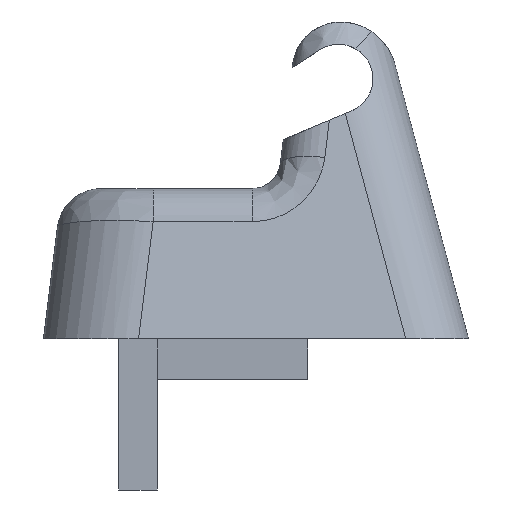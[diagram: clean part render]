
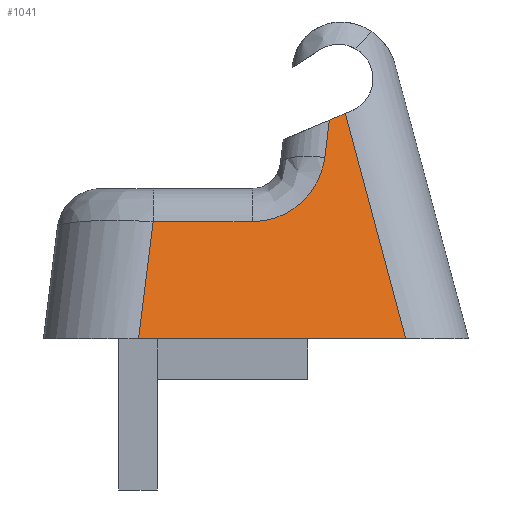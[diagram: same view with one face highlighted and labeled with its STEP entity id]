
A CAD part, left-side view. The second image highlights one B-rep face of the part: STEP entity #1041.
In plain terms, the highlighted planar face has unit normal (-0.966, 0, 0.259).
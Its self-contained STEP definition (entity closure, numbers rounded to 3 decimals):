
#56=ELLIPSE('',#1129,9.317,9.);
#150=FACE_OUTER_BOUND('',#209,.T.);
#209=EDGE_LOOP('',(#920,#921,#922,#923,#924,#925,#926));
#251=LINE('',#1519,#348);
#285=LINE('',#1742,#382);
#297=LINE('',#1968,#394);
#299=LINE('',#2015,#396);
#305=LINE('',#2059,#402);
#307=LINE('',#2064,#404);
#348=VECTOR('',#1235,10.);
#382=VECTOR('',#1303,10.);
#394=VECTOR('',#1363,10.);
#396=VECTOR('',#1375,10.);
#402=VECTOR('',#1399,10.);
#404=VECTOR('',#1405,10.);
#442=VERTEX_POINT('',#1516);
#443=VERTEX_POINT('',#1518);
#476=VERTEX_POINT('',#1740);
#494=VERTEX_POINT('',#1958);
#496=VERTEX_POINT('',#1964);
#498=VERTEX_POINT('',#2005);
#500=VERTEX_POINT('',#2011);
#552=EDGE_CURVE('',#442,#443,#251,.T.);
#601=EDGE_CURVE('',#476,#442,#285,.T.);
#633=EDGE_CURVE('',#494,#496,#297,.T.);
#636=EDGE_CURVE('',#496,#498,#56,.T.);
#639=EDGE_CURVE('',#498,#500,#299,.T.);
#650=EDGE_CURVE('',#476,#500,#305,.T.);
#653=EDGE_CURVE('',#443,#494,#307,.T.);
#920=ORIENTED_EDGE('',*,*,#633,.F.);
#921=ORIENTED_EDGE('',*,*,#653,.F.);
#922=ORIENTED_EDGE('',*,*,#552,.F.);
#923=ORIENTED_EDGE('',*,*,#601,.F.);
#924=ORIENTED_EDGE('',*,*,#650,.T.);
#925=ORIENTED_EDGE('',*,*,#639,.F.);
#926=ORIENTED_EDGE('',*,*,#636,.F.);
#989=PLANE('',#1142);
#1041=ADVANCED_FACE('',(#150),#989,.T.);
#1129=AXIS2_PLACEMENT_3D('',#2009,#1368,#1369);
#1142=AXIS2_PLACEMENT_3D('',#2063,#1403,#1404);
#1235=DIRECTION('',(0.,1.,0.));
#1303=DIRECTION('',(-0.251,-0.251,-0.935));
#1363=DIRECTION('',(0.,-1.,0.));
#1368=DIRECTION('center_axis',(-0.966,0.,
0.259));
#1369=DIRECTION('ref_axis',(-0.259,0.,-0.966));
#1375=DIRECTION('',(0.257,-0.118,0.959));
#1399=DIRECTION('',(-0.104,0.916,-0.388));
#1403=DIRECTION('center_axis',(-0.966,0.,
0.259));
#1404=DIRECTION('ref_axis',(0.,-1.,0.));
#1405=DIRECTION('',(0.257,-0.119,0.959));
#1516=CARTESIAN_POINT('',(-18.85,-18.423,0.));
#1518=CARTESIAN_POINT('',(-18.85,14.444,0.));
#1519=CARTESIAN_POINT('',(-18.85,-26.15,0.));
#1740=CARTESIAN_POINT('',(-11.417,-10.99,27.74));
#1742=CARTESIAN_POINT('',(-17.693,-17.266,4.316));
#1958=CARTESIAN_POINT('',(-14.985,12.648,14.424));
#1964=CARTESIAN_POINT('',(-14.985,0.47,14.424));
#1968=CARTESIAN_POINT('',(-14.985,18.325,14.424));
#2005=CARTESIAN_POINT('',(-12.868,-8.463,22.323));
#2009=CARTESIAN_POINT('Origin',(-12.574,0.47,23.424));
#2011=CARTESIAN_POINT('',(-11.64,-9.027,26.907));
#2015=CARTESIAN_POINT('',(-18.133,-6.043,2.674));
#2059=CARTESIAN_POINT('',(-13.679,8.916,19.299));
#2063=CARTESIAN_POINT('Origin',(-18.85,26.15,0.));
#2064=CARTESIAN_POINT('',(-17.965,14.033,3.304));
